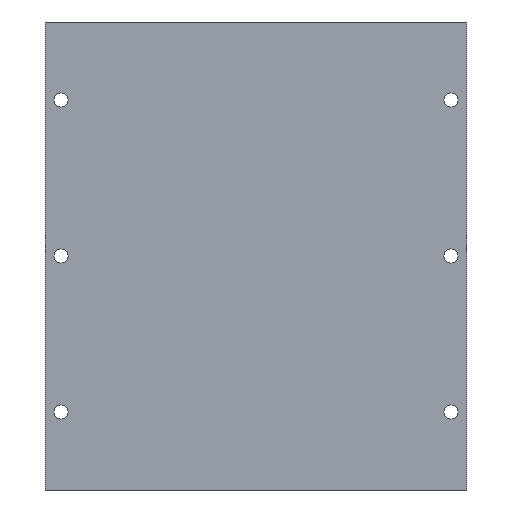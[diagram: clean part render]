
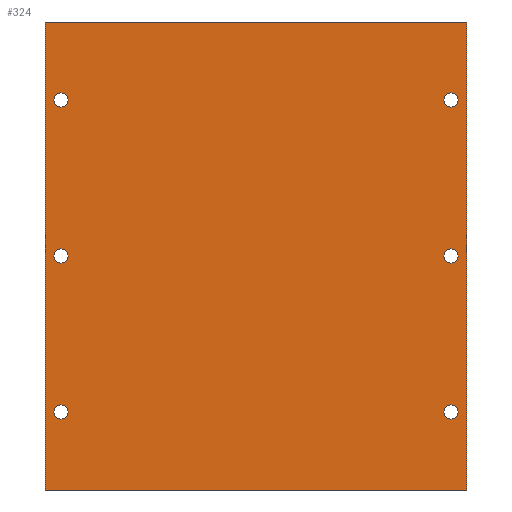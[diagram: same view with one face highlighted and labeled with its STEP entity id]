
A CAD part, front view. The second image highlights one B-rep face of the part: STEP entity #324.
In plain terms, the highlighted planar face has unit normal (0, -1, 0).
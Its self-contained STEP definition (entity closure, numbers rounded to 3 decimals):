
#4 = CARTESIAN_POINT ( 'NONE',  ( 130., 0., 25. ) ) ;
#5 = DIRECTION ( 'NONE',  ( 0., 0., 1. ) ) ;
#13 = CIRCLE ( 'NONE', #365, 2.25 ) ;
#14 = CIRCLE ( 'NONE', #245, 2.25 ) ;
#15 = FACE_OUTER_BOUND ( 'NONE', #449, .T. ) ;
#19 = CARTESIAN_POINT ( 'NONE',  ( 130., 0., 27.25 ) ) ;
#22 = EDGE_CURVE ( 'NONE', #700, #640, #287, .T. ) ;
#25 = VERTEX_POINT ( 'NONE', #46 ) ;
#27 = EDGE_CURVE ( 'NONE', #1153, #1087, #13, .T. ) ;
#39 = DIRECTION ( 'NONE',  ( 0., 1., 0. ) ) ;
#43 = EDGE_CURVE ( 'NONE', #25, #67, #139, .T. ) ;
#44 = LINE ( 'NONE', #755, #323 ) ;
#46 = CARTESIAN_POINT ( 'NONE',  ( 5., 0., 22.75 ) ) ;
#47 = ORIENTED_EDGE ( 'NONE', *, *, #550, .F. ) ;
#52 = VERTEX_POINT ( 'NONE', #107 ) ;
#58 = DIRECTION ( 'NONE',  ( 0., 1., 0. ) ) ;
#67 = VERTEX_POINT ( 'NONE', #175 ) ;
#92 = DIRECTION ( 'NONE',  ( 0., 0., 1. ) ) ;
#94 = VERTEX_POINT ( 'NONE', #976 ) ;
#99 = AXIS2_PLACEMENT_3D ( 'NONE', #234, #751, #627 ) ;
#107 = CARTESIAN_POINT ( 'NONE',  ( 130., 0., 127.25 ) ) ;
#110 = EDGE_CURVE ( 'NONE', #589, #398, #154, .T. ) ;
#113 = FACE_BOUND ( 'NONE', #876, .T. ) ;
#124 = DIRECTION ( 'NONE',  ( 0., 0., 1. ) ) ;
#128 = DIRECTION ( 'NONE',  ( 0., 0., -1. ) ) ;
#132 = FACE_BOUND ( 'NONE', #512, .T. ) ;
#135 = VERTEX_POINT ( 'NONE', #678 ) ;
#137 = VECTOR ( 'NONE', #298, 1000. ) ;
#138 = DIRECTION ( 'NONE',  ( 0., 0., -1. ) ) ;
#139 = CIRCLE ( 'NONE', #860, 2.25 ) ;
#147 = EDGE_CURVE ( 'NONE', #1087, #1153, #14, .T. ) ;
#154 = CIRCLE ( 'NONE', #547, 2.25 ) ;
#162 = EDGE_LOOP ( 'NONE', ( #674, #633 ) ) ;
#175 = CARTESIAN_POINT ( 'NONE',  ( 5., 0., 27.25 ) ) ;
#176 = CIRCLE ( 'NONE', #99, 2.25 ) ;
#189 = EDGE_CURVE ( 'NONE', #52, #707, #501, .T. ) ;
#214 = VERTEX_POINT ( 'NONE', #401 ) ;
#229 = CARTESIAN_POINT ( 'NONE',  ( 5., 0., 75. ) ) ;
#232 = CARTESIAN_POINT ( 'NONE',  ( 5., 0., 25. ) ) ;
#233 = ORIENTED_EDGE ( 'NONE', *, *, #189, .T. ) ;
#234 = CARTESIAN_POINT ( 'NONE',  ( 5., 0., 125. ) ) ;
#245 = AXIS2_PLACEMENT_3D ( 'NONE', #4, #873, #124 ) ;
#278 = CARTESIAN_POINT ( 'NONE',  ( 5., 0., 25. ) ) ;
#285 = AXIS2_PLACEMENT_3D ( 'NONE', #229, #420, #1171 ) ;
#287 = LINE ( 'NONE', #681, #1217 ) ;
#289 = EDGE_CURVE ( 'NONE', #707, #52, #673, .T. ) ;
#295 = ORIENTED_EDGE ( 'NONE', *, *, #110, .T. ) ;
#298 = DIRECTION ( 'NONE',  ( 1., 0., 0. ) ) ;
#318 = DIRECTION ( 'NONE',  ( 0., 0., 1. ) ) ;
#320 = AXIS2_PLACEMENT_3D ( 'NONE', #396, #913, #349 ) ;
#323 = VECTOR ( 'NONE', #828, 1000. ) ;
#324 = ADVANCED_FACE ( 'NONE', ( #802, #717, #132, #113, #900, #495, #15 ), #1093, .F. ) ;
#328 = DIRECTION ( 'NONE',  ( 0., 0., 1. ) ) ;
#347 = CARTESIAN_POINT ( 'NONE',  ( 5., 0., 72.75 ) ) ;
#348 = AXIS2_PLACEMENT_3D ( 'NONE', #914, #892, #318 ) ;
#349 = DIRECTION ( 'NONE',  ( 0., 0., 1. ) ) ;
#365 = AXIS2_PLACEMENT_3D ( 'NONE', #824, #1198, #328 ) ;
#386 = EDGE_CURVE ( 'NONE', #135, #94, #756, .T. ) ;
#396 = CARTESIAN_POINT ( 'NONE',  ( 130., 0., 125. ) ) ;
#398 = VERTEX_POINT ( 'NONE', #347 ) ;
#401 = CARTESIAN_POINT ( 'NONE',  ( 5., 0., 122.75 ) ) ;
#418 = AXIS2_PLACEMENT_3D ( 'NONE', #797, #713, #971 ) ;
#420 = DIRECTION ( 'NONE',  ( 0., 1., 0. ) ) ;
#425 = CIRCLE ( 'NONE', #1130, 2.25 ) ;
#449 = EDGE_LOOP ( 'NONE', ( #991, #554, #47, #1254 ) ) ;
#454 = EDGE_CURVE ( 'NONE', #941, #864, #904, .T. ) ;
#462 = EDGE_LOOP ( 'NONE', ( #1043, #605 ) ) ;
#464 = CARTESIAN_POINT ( 'NONE',  ( 5., 0., 77.25 ) ) ;
#474 = CIRCLE ( 'NONE', #418, 2.25 ) ;
#495 = FACE_BOUND ( 'NONE', #162, .T. ) ;
#501 = CIRCLE ( 'NONE', #320, 2.25 ) ;
#505 = DIRECTION ( 'NONE',  ( 0., 1., 0. ) ) ;
#512 = EDGE_LOOP ( 'NONE', ( #1240, #849 ) ) ;
#520 = EDGE_CURVE ( 'NONE', #864, #941, #611, .T. ) ;
#523 = CARTESIAN_POINT ( 'NONE',  ( 130., 0., 77.25 ) ) ;
#524 = CARTESIAN_POINT ( 'NONE',  ( 0., 0., 150. ) ) ;
#547 = AXIS2_PLACEMENT_3D ( 'NONE', #887, #58, #92 ) ;
#550 = EDGE_CURVE ( 'NONE', #135, #700, #1070, .T. ) ;
#554 = ORIENTED_EDGE ( 'NONE', *, *, #22, .F. ) ;
#565 = CARTESIAN_POINT ( 'NONE',  ( 5., 0., 127.25 ) ) ;
#589 = VERTEX_POINT ( 'NONE', #464 ) ;
#605 = ORIENTED_EDGE ( 'NONE', *, *, #147, .T. ) ;
#611 = CIRCLE ( 'NONE', #899, 2.25 ) ;
#618 = EDGE_CURVE ( 'NONE', #398, #589, #1251, .T. ) ;
#627 = DIRECTION ( 'NONE',  ( 0., 0., 1. ) ) ;
#630 = AXIS2_PLACEMENT_3D ( 'NONE', #1223, #752, #1122 ) ;
#633 = ORIENTED_EDGE ( 'NONE', *, *, #43, .T. ) ;
#640 = VERTEX_POINT ( 'NONE', #1080 ) ;
#673 = CIRCLE ( 'NONE', #348, 2.25 ) ;
#674 = ORIENTED_EDGE ( 'NONE', *, *, #960, .T. ) ;
#678 = CARTESIAN_POINT ( 'NONE',  ( 0., 0., 150. ) ) ;
#681 = CARTESIAN_POINT ( 'NONE',  ( 135., 0., 150. ) ) ;
#686 = CARTESIAN_POINT ( 'NONE',  ( 130., 0., 75. ) ) ;
#692 = ORIENTED_EDGE ( 'NONE', *, *, #768, .T. ) ;
#696 = AXIS2_PLACEMENT_3D ( 'NONE', #524, #39, #5 ) ;
#700 = VERTEX_POINT ( 'NONE', #1258 ) ;
#707 = VERTEX_POINT ( 'NONE', #1185 ) ;
#708 = CARTESIAN_POINT ( 'NONE',  ( 130., 0., 22.75 ) ) ;
#713 = DIRECTION ( 'NONE',  ( 0., 1., 0. ) ) ;
#717 = FACE_BOUND ( 'NONE', #938, .T. ) ;
#751 = DIRECTION ( 'NONE',  ( 0., 1., 0. ) ) ;
#752 = DIRECTION ( 'NONE',  ( 0., 1., 0. ) ) ;
#755 = CARTESIAN_POINT ( 'NONE',  ( 0., 0., 0. ) ) ;
#756 = LINE ( 'NONE', #841, #1092 ) ;
#768 = EDGE_CURVE ( 'NONE', #949, #214, #176, .T. ) ;
#770 = CARTESIAN_POINT ( 'NONE',  ( 130., 0., 72.75 ) ) ;
#783 = ORIENTED_EDGE ( 'NONE', *, *, #1139, .T. ) ;
#794 = EDGE_CURVE ( 'NONE', #94, #640, #44, .T. ) ;
#797 = CARTESIAN_POINT ( 'NONE',  ( 5., 0., 125. ) ) ;
#802 = FACE_BOUND ( 'NONE', #1066, .T. ) ;
#816 = DIRECTION ( 'NONE',  ( 0., 0., 1. ) ) ;
#824 = CARTESIAN_POINT ( 'NONE',  ( 130., 0., 25. ) ) ;
#828 = DIRECTION ( 'NONE',  ( 1., 0., 0. ) ) ;
#841 = CARTESIAN_POINT ( 'NONE',  ( 0., 0., 150. ) ) ;
#849 = ORIENTED_EDGE ( 'NONE', *, *, #454, .T. ) ;
#853 = DIRECTION ( 'NONE',  ( 0., 1., 0. ) ) ;
#857 = DIRECTION ( 'NONE',  ( 0., 1., 0. ) ) ;
#860 = AXIS2_PLACEMENT_3D ( 'NONE', #232, #505, #816 ) ;
#864 = VERTEX_POINT ( 'NONE', #523 ) ;
#868 = DIRECTION ( 'NONE',  ( 0., 0., 1. ) ) ;
#873 = DIRECTION ( 'NONE',  ( 0., 1., 0. ) ) ;
#876 = EDGE_LOOP ( 'NONE', ( #295, #922 ) ) ;
#887 = CARTESIAN_POINT ( 'NONE',  ( 5., 0., 75. ) ) ;
#892 = DIRECTION ( 'NONE',  ( 0., 1., 0. ) ) ;
#899 = AXIS2_PLACEMENT_3D ( 'NONE', #686, #853, #868 ) ;
#900 = FACE_BOUND ( 'NONE', #462, .T. ) ;
#904 = CIRCLE ( 'NONE', #630, 2.25 ) ;
#913 = DIRECTION ( 'NONE',  ( 0., 1., 0. ) ) ;
#914 = CARTESIAN_POINT ( 'NONE',  ( 130., 0., 125. ) ) ;
#922 = ORIENTED_EDGE ( 'NONE', *, *, #618, .T. ) ;
#938 = EDGE_LOOP ( 'NONE', ( #692, #783 ) ) ;
#941 = VERTEX_POINT ( 'NONE', #770 ) ;
#946 = DIRECTION ( 'NONE',  ( 0., 0., 1. ) ) ;
#949 = VERTEX_POINT ( 'NONE', #565 ) ;
#960 = EDGE_CURVE ( 'NONE', #67, #25, #425, .T. ) ;
#971 = DIRECTION ( 'NONE',  ( 0., 0., 1. ) ) ;
#976 = CARTESIAN_POINT ( 'NONE',  ( 0., 0., 0. ) ) ;
#991 = ORIENTED_EDGE ( 'NONE', *, *, #794, .T. ) ;
#1043 = ORIENTED_EDGE ( 'NONE', *, *, #27, .T. ) ;
#1066 = EDGE_LOOP ( 'NONE', ( #233, #1184 ) ) ;
#1070 = LINE ( 'NONE', #1159, #137 ) ;
#1080 = CARTESIAN_POINT ( 'NONE',  ( 135., 0., 0. ) ) ;
#1087 = VERTEX_POINT ( 'NONE', #708 ) ;
#1092 = VECTOR ( 'NONE', #138, 1000. ) ;
#1093 = PLANE ( 'NONE',  #696 ) ;
#1122 = DIRECTION ( 'NONE',  ( 0., 0., 1. ) ) ;
#1130 = AXIS2_PLACEMENT_3D ( 'NONE', #278, #857, #946 ) ;
#1139 = EDGE_CURVE ( 'NONE', #214, #949, #474, .T. ) ;
#1153 = VERTEX_POINT ( 'NONE', #19 ) ;
#1159 = CARTESIAN_POINT ( 'NONE',  ( 0., 0., 150. ) ) ;
#1171 = DIRECTION ( 'NONE',  ( 0., 0., 1. ) ) ;
#1184 = ORIENTED_EDGE ( 'NONE', *, *, #289, .T. ) ;
#1185 = CARTESIAN_POINT ( 'NONE',  ( 130., 0., 122.75 ) ) ;
#1198 = DIRECTION ( 'NONE',  ( 0., 1., 0. ) ) ;
#1217 = VECTOR ( 'NONE', #128, 1000. ) ;
#1223 = CARTESIAN_POINT ( 'NONE',  ( 130., 0., 75. ) ) ;
#1240 = ORIENTED_EDGE ( 'NONE', *, *, #520, .T. ) ;
#1251 = CIRCLE ( 'NONE', #285, 2.25 ) ;
#1254 = ORIENTED_EDGE ( 'NONE', *, *, #386, .T. ) ;
#1258 = CARTESIAN_POINT ( 'NONE',  ( 135., 0., 150. ) ) ;
